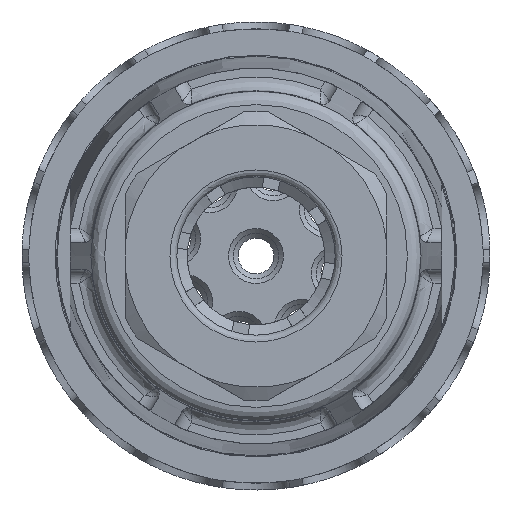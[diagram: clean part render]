
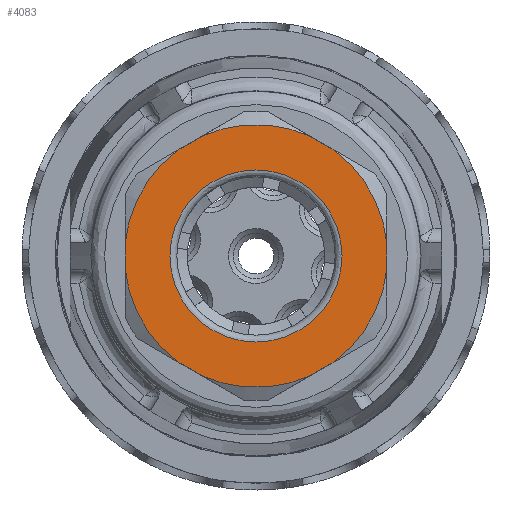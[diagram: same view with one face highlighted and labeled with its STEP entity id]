
A CAD part, front view. The second image highlights one B-rep face of the part: STEP entity #4083.
In plain terms, the highlighted planar face has unit normal (0, -1, 0).
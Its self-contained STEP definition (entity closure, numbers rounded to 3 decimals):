
#1780=FACE_BOUND('',#6517,.T.);
#1781=FACE_BOUND('',#6518,.T.);
#3022=CIRCLE('',#18329,6.25);
#3040=CIRCLE('',#18358,9.55);
#3041=CIRCLE('',#18361,9.55);
#3042=CIRCLE('',#18364,9.55);
#3043=CIRCLE('',#18367,9.55);
#3044=CIRCLE('',#18370,9.55);
#3046=CIRCLE('',#18375,9.55);
#4083=ADVANCED_FACE('',(#1780,#1781),#4609,.T.);
#4609=PLANE('',#18377);
#6517=EDGE_LOOP('',(#11010));
#6518=EDGE_LOOP('',(#11011,#11012,#11013,#11014,#11015,#11016,#11017,#11018,
#11019,#11020,#11021,#11022));
#11010=ORIENTED_EDGE('',*,*,#14663,.T.);
#11011=ORIENTED_EDGE('',*,*,#14723,.T.);
#11012=ORIENTED_EDGE('',*,*,#14698,.F.);
#11013=ORIENTED_EDGE('',*,*,#14702,.T.);
#11014=ORIENTED_EDGE('',*,*,#14704,.F.);
#11015=ORIENTED_EDGE('',*,*,#14706,.T.);
#11016=ORIENTED_EDGE('',*,*,#14708,.F.);
#11017=ORIENTED_EDGE('',*,*,#14710,.T.);
#11018=ORIENTED_EDGE('',*,*,#14712,.F.);
#11019=ORIENTED_EDGE('',*,*,#14714,.T.);
#11020=ORIENTED_EDGE('',*,*,#14716,.F.);
#11021=ORIENTED_EDGE('',*,*,#14718,.T.);
#11022=ORIENTED_EDGE('',*,*,#14720,.F.);
#12429=VERTEX_POINT('',#30398);
#12458=VERTEX_POINT('',#30508);
#12459=VERTEX_POINT('',#30510);
#12461=VERTEX_POINT('',#30520);
#12462=VERTEX_POINT('',#30526);
#12463=VERTEX_POINT('',#30532);
#12464=VERTEX_POINT('',#30538);
#12465=VERTEX_POINT('',#30544);
#12466=VERTEX_POINT('',#30550);
#12467=VERTEX_POINT('',#30556);
#12468=VERTEX_POINT('',#30562);
#12469=VERTEX_POINT('',#30568);
#12471=VERTEX_POINT('',#30575);
#14663=EDGE_CURVE('',#12429,#12429,#3022,.T.);
#14698=EDGE_CURVE('',#12458,#12459,#15534,.T.);
#14702=EDGE_CURVE('',#12458,#12461,#3040,.T.);
#14704=EDGE_CURVE('',#12462,#12461,#15536,.T.);
#14706=EDGE_CURVE('',#12462,#12463,#3041,.T.);
#14708=EDGE_CURVE('',#12464,#12463,#15537,.T.);
#14710=EDGE_CURVE('',#12464,#12465,#3042,.T.);
#14712=EDGE_CURVE('',#12466,#12465,#15538,.T.);
#14714=EDGE_CURVE('',#12466,#12467,#3043,.T.);
#14716=EDGE_CURVE('',#12468,#12467,#15539,.T.);
#14718=EDGE_CURVE('',#12468,#12469,#3044,.T.);
#14720=EDGE_CURVE('',#12471,#12469,#15540,.T.);
#14723=EDGE_CURVE('',#12471,#12459,#3046,.T.);
#15534=LINE('',#30509,#16360);
#15536=LINE('',#30527,#16362);
#15537=LINE('',#30539,#16363);
#15538=LINE('',#30551,#16364);
#15539=LINE('',#30563,#16365);
#15540=LINE('',#30576,#16366);
#16360=VECTOR('',#23183,1.);
#16362=VECTOR('',#23191,1.);
#16363=VECTOR('',#23198,1.);
#16364=VECTOR('',#23205,1.);
#16365=VECTOR('',#23212,1.);
#16366=VECTOR('',#23219,1.);
#18329=AXIS2_PLACEMENT_3D('',#30397,#23111,#23112);
#18358=AXIS2_PLACEMENT_3D('',#30521,#23187,#23188);
#18361=AXIS2_PLACEMENT_3D('',#30533,#23194,#23195);
#18364=AXIS2_PLACEMENT_3D('',#30545,#23201,#23202);
#18367=AXIS2_PLACEMENT_3D('',#30557,#23208,#23209);
#18370=AXIS2_PLACEMENT_3D('',#30569,#23215,#23216);
#18375=AXIS2_PLACEMENT_3D('',#30581,#23227,#23228);
#18377=AXIS2_PLACEMENT_3D('',#30583,#23231,#23232);
#23111=DIRECTION('',(0.,1.,0.));
#23112=DIRECTION('',(1.,0.,0.));
#23183=DIRECTION('',(0.866,0.,-0.5));
#23187=DIRECTION('',(0.,-1.,0.));
#23188=DIRECTION('',(0.409,0.,0.913));
#23191=DIRECTION('',(0.866,0.,0.5));
#23194=DIRECTION('',(0.,-1.,0.));
#23195=DIRECTION('',(-0.586,0.,0.81));
#23198=DIRECTION('',(0.,0.,1.));
#23201=DIRECTION('',(0.,-1.,0.));
#23202=DIRECTION('',(-0.995,0.,-0.102));
#23205=DIRECTION('',(-0.866,0.,0.5));
#23208=DIRECTION('',(0.,-1.,0.));
#23209=DIRECTION('',(-0.409,0.,-0.913));
#23212=DIRECTION('',(-0.866,0.,-0.5));
#23215=DIRECTION('',(0.,-1.,0.));
#23216=DIRECTION('',(0.586,0.,-0.81));
#23219=DIRECTION('',(0.,0.,-1.));
#23227=DIRECTION('',(0.,-1.,0.));
#23228=DIRECTION('',(0.995,0.,0.102));
#23231=DIRECTION('',(0.,-1.,0.));
#23232=DIRECTION('',(1.,0.,0.));
#30397=CARTESIAN_POINT('',(3.471,-0.94,-0.777));
#30398=CARTESIAN_POINT('',(9.721,-0.94,-0.777));
#30508=CARTESIAN_POINT('',(7.376,-0.94,7.938));
#30509=CARTESIAN_POINT('',(7.376,-0.94,7.938));
#30510=CARTESIAN_POINT('',(9.067,-0.94,6.962));
#30520=CARTESIAN_POINT('',(-0.433,-0.94,7.938));
#30521=CARTESIAN_POINT('',(3.471,-0.94,-0.777));
#30526=CARTESIAN_POINT('',(-2.124,-0.94,6.962));
#30527=CARTESIAN_POINT('',(-2.124,-0.94,6.962));
#30532=CARTESIAN_POINT('',(-6.029,-0.94,0.199));
#30533=CARTESIAN_POINT('',(3.471,-0.94,-0.777));
#30538=CARTESIAN_POINT('',(-6.029,-0.94,-1.753));
#30539=CARTESIAN_POINT('',(-6.029,-0.94,-1.753));
#30544=CARTESIAN_POINT('',(-2.124,-0.94,-8.517));
#30545=CARTESIAN_POINT('',(3.471,-0.94,-0.777));
#30550=CARTESIAN_POINT('',(-0.433,-0.94,-9.493));
#30551=CARTESIAN_POINT('',(-0.433,-0.94,-9.493));
#30556=CARTESIAN_POINT('',(7.376,-0.94,-9.493));
#30557=CARTESIAN_POINT('',(3.471,-0.94,-0.777));
#30562=CARTESIAN_POINT('',(9.067,-0.94,-8.517));
#30563=CARTESIAN_POINT('',(9.067,-0.94,-8.517));
#30568=CARTESIAN_POINT('',(12.971,-0.94,-1.753));
#30569=CARTESIAN_POINT('',(3.471,-0.94,-0.777));
#30575=CARTESIAN_POINT('',(12.971,-0.94,0.199));
#30576=CARTESIAN_POINT('',(12.971,-0.94,0.199));
#30581=CARTESIAN_POINT('',(3.471,-0.94,-0.777));
#30583=CARTESIAN_POINT('',(-6.979,-0.94,-12.327));
